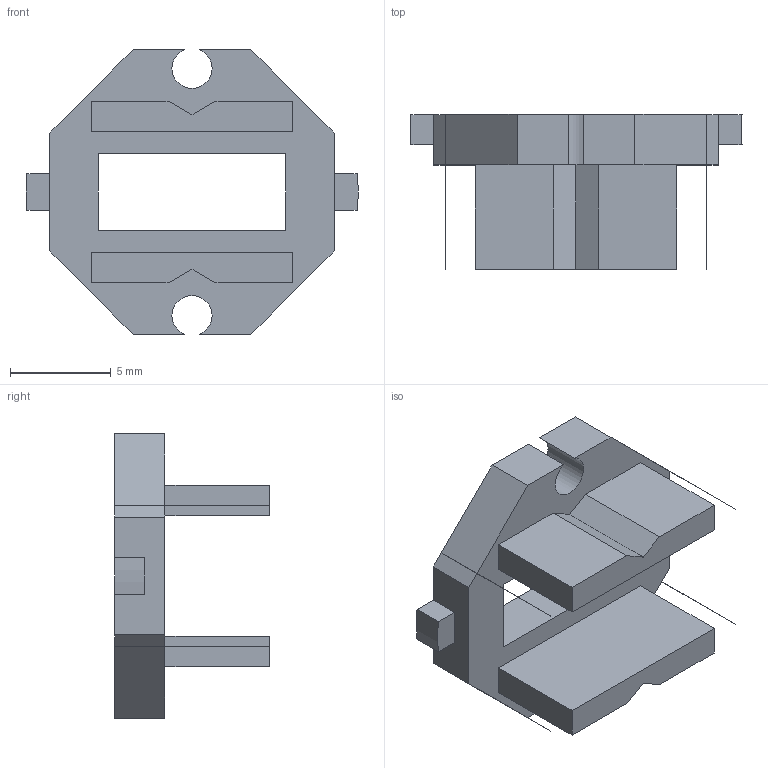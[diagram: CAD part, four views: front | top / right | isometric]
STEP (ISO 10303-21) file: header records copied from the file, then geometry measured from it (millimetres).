
FILE_DESCRIPTION(/* description */ ('Print 1, solid color.'),/* implementation_level */ '2;1');
FILE_NAME(/* name */ 'Switch Cap.step',/* time_stamp */ '2025-07-21T13:43:12-07:00',/* author */ (''),/* organization */ (''),/* preprocessor_version */ 'ST-DEVELOPER v20.1',/* originating_system */ 'Autodesk Translation Framework v14.10.0.0',/* authorisation */ '');
FILE_SCHEMA (('AUTOMOTIVE_DESIGN { 1 0 10303 214 3 1 1 }'));
Length unit declared in the file: millimetre
Products named in the file (1): Switch Cap
Bounding box: 16.51 x 7.69 x 14.14 mm (x, y, z)
Volume: 464.7 mm3; surface area: 712.5 mm2
Topology: 1 solids, 1 shells, 62 faces, 166 edges, 108 vertices
Faces by surface type: plane 58, cylinder 4
Entity records: 1938 total; most frequent: CARTESIAN_POINT 337, ORIENTED_EDGE 332, DIRECTION 300, EDGE_CURVE 166, LINE 158, VECTOR 158, VERTEX_POINT 108, AXIS2_PLACEMENT_3D 71
